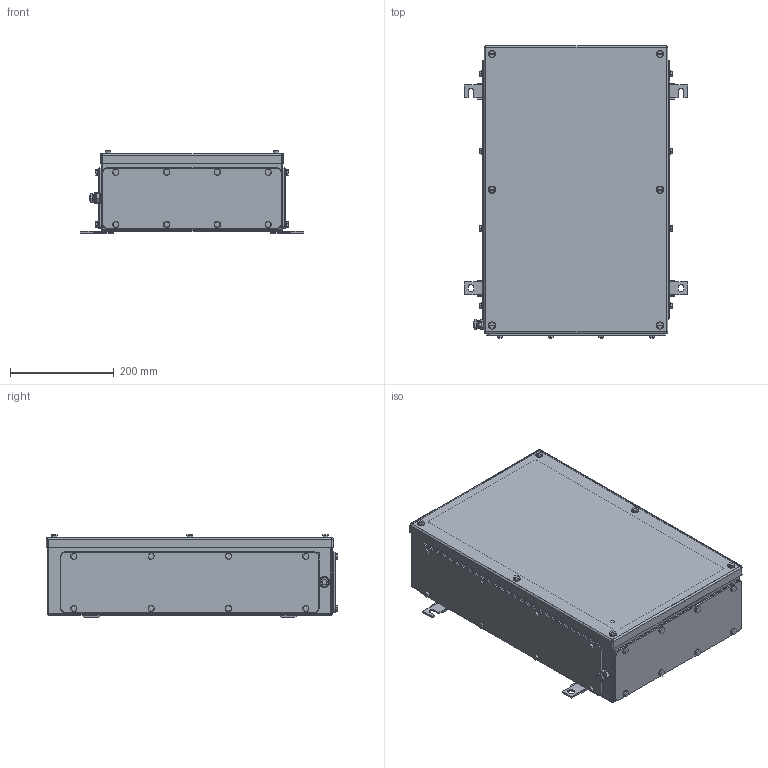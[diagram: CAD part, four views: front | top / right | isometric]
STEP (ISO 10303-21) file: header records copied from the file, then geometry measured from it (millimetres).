
FILE_DESCRIPTION(('CATIA V5 STEP Exchange','CAx-IF Rec.Pracs.--- Model Styling and Organization---1.4--- 2014-01-23'),'2;1');
FILE_NAME ('008672-4_4_1196330000_1196330000.stp','2019-09-25T07:57:13+00:00',('none'),('Weidmueller'),'CATIA Version 5-6 Release 2016 SP3 HF44','CATIA V5 STEP AP214','none');
FILE_SCHEMA(('AUTOMOTIVE_DESIGN { 1 0 10303 214 1 1 1 1 }'));
Length unit declared in the file: millimetre
Products named in the file (1): ZUB_KTB_FS_553515_3GP
Bounding box: 431 x 563.5 x 158.5 mm (x, y, z)
Volume: 1727895.4 mm3; surface area: 1833954.3 mm2
Topology: 94 solids, 94 shells, 1912 faces, 4396 edges, 2764 vertices
Faces by surface type: cylinder 898, plane 744, cone 248, sphere 16, torus 6
Entity records: 50829 total; most frequent: CARTESIAN_POINT 10022, ORIENTED_EDGE 8616, DIRECTION 6887, EDGE_CURVE 4308, AXIS2_PLACEMENT_3D 3206, VERTEX_POINT 2764, EDGE_LOOP 2304, VECTOR 2294
